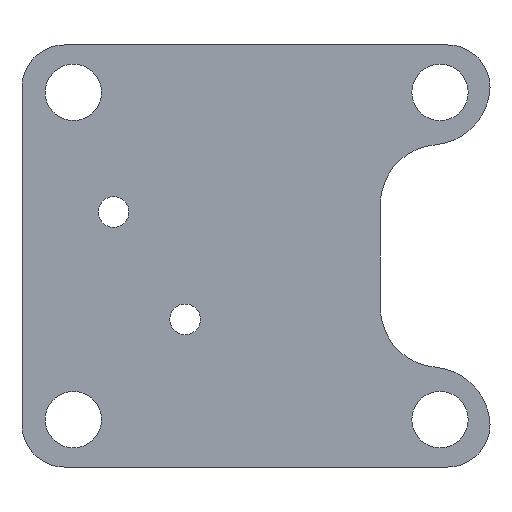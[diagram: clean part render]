
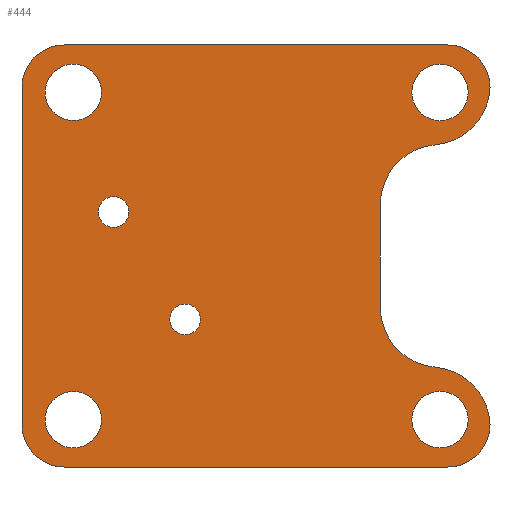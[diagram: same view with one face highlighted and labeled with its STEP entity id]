
A CAD part, front view. The second image highlights one B-rep face of the part: STEP entity #444.
In plain terms, the highlighted planar face has unit normal (0, -1, 0).
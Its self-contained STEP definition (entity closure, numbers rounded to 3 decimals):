
#35=FACE_BOUND('',#149,.T.);
#36=FACE_BOUND('',#150,.T.);
#37=FACE_BOUND('',#151,.T.);
#38=FACE_BOUND('',#152,.T.);
#39=FACE_BOUND('',#153,.T.);
#40=FACE_BOUND('',#154,.T.);
#63=LINE('',#790,#89);
#64=LINE('',#791,#90);
#65=LINE('',#792,#91);
#66=LINE('',#793,#92);
#89=VECTOR('',#659,10.);
#90=VECTOR('',#660,10.);
#91=VECTOR('',#661,10.);
#92=VECTOR('',#662,10.);
#94=PLANE('',#518);
#118=FACE_OUTER_BOUND('',#148,.T.);
#148=EDGE_LOOP('',(#387,#388,#389,#390,#391,#392,#393,#394,#395,#396,#397,
#398));
#149=EDGE_LOOP('',(#399));
#150=EDGE_LOOP('',(#400));
#151=EDGE_LOOP('',(#401));
#152=EDGE_LOOP('',(#402));
#153=EDGE_LOOP('',(#403));
#154=EDGE_LOOP('',(#404));
#175=CIRCLE('',#482,2.);
#178=CIRCLE('',#487,2.);
#181=CIRCLE('',#492,2.);
#184=CIRCLE('',#497,2.);
#185=CIRCLE('',#499,4.25);
#186=CIRCLE('',#501,4.25);
#187=CIRCLE('',#503,4.25);
#188=CIRCLE('',#505,4.25);
#189=CIRCLE('',#507,1.092);
#190=CIRCLE('',#509,1.092);
#191=CIRCLE('',#511,3.);
#192=CIRCLE('',#513,3.);
#193=CIRCLE('',#515,3.);
#194=CIRCLE('',#517,3.);
#214=VERTEX_POINT('',#714);
#216=VERTEX_POINT('',#722);
#218=VERTEX_POINT('',#730);
#220=VERTEX_POINT('',#738);
#221=VERTEX_POINT('',#742);
#222=VERTEX_POINT('',#744);
#223=VERTEX_POINT('',#748);
#224=VERTEX_POINT('',#752);
#225=VERTEX_POINT('',#753);
#226=VERTEX_POINT('',#758);
#227=VERTEX_POINT('',#762);
#228=VERTEX_POINT('',#766);
#229=VERTEX_POINT('',#770);
#230=VERTEX_POINT('',#774);
#231=VERTEX_POINT('',#778);
#232=VERTEX_POINT('',#779);
#233=VERTEX_POINT('',#784);
#234=VERTEX_POINT('',#786);
#255=EDGE_CURVE('',#214,#214,#175,.F.);
#259=EDGE_CURVE('',#216,#216,#178,.F.);
#263=EDGE_CURVE('',#218,#218,#181,.F.);
#267=EDGE_CURVE('',#220,#220,#184,.F.);
#270=EDGE_CURVE('',#221,#222,#185,.T.);
#273=EDGE_CURVE('',#223,#221,#186,.T.);
#274=EDGE_CURVE('',#224,#225,#187,.T.);
#277=EDGE_CURVE('',#225,#226,#188,.T.);
#279=EDGE_CURVE('',#227,#227,#189,.T.);
#281=EDGE_CURVE('',#228,#228,#190,.T.);
#284=EDGE_CURVE('',#229,#222,#191,.T.);
#285=EDGE_CURVE('',#224,#230,#192,.T.);
#287=EDGE_CURVE('',#231,#232,#193,.T.);
#292=EDGE_CURVE('',#233,#234,#194,.T.);
#293=EDGE_CURVE('',#226,#223,#63,.T.);
#294=EDGE_CURVE('',#231,#230,#64,.T.);
#295=EDGE_CURVE('',#233,#232,#65,.T.);
#296=EDGE_CURVE('',#229,#234,#66,.T.);
#387=ORIENTED_EDGE('',*,*,#270,.F.);
#388=ORIENTED_EDGE('',*,*,#273,.F.);
#389=ORIENTED_EDGE('',*,*,#293,.F.);
#390=ORIENTED_EDGE('',*,*,#277,.F.);
#391=ORIENTED_EDGE('',*,*,#274,.F.);
#392=ORIENTED_EDGE('',*,*,#285,.T.);
#393=ORIENTED_EDGE('',*,*,#294,.F.);
#394=ORIENTED_EDGE('',*,*,#287,.T.);
#395=ORIENTED_EDGE('',*,*,#295,.F.);
#396=ORIENTED_EDGE('',*,*,#292,.T.);
#397=ORIENTED_EDGE('',*,*,#296,.F.);
#398=ORIENTED_EDGE('',*,*,#284,.T.);
#399=ORIENTED_EDGE('',*,*,#255,.T.);
#400=ORIENTED_EDGE('',*,*,#259,.T.);
#401=ORIENTED_EDGE('',*,*,#279,.T.);
#402=ORIENTED_EDGE('',*,*,#281,.T.);
#403=ORIENTED_EDGE('',*,*,#267,.T.);
#404=ORIENTED_EDGE('',*,*,#263,.T.);
#444=ADVANCED_FACE('',(#118,#35,#36,#37,#38,#39,#40),#94,.F.);
#482=AXIS2_PLACEMENT_3D('',#715,#567,#568);
#487=AXIS2_PLACEMENT_3D('',#723,#578,#579);
#492=AXIS2_PLACEMENT_3D('',#731,#589,#590);
#497=AXIS2_PLACEMENT_3D('',#739,#600,#601);
#499=AXIS2_PLACEMENT_3D('',#745,#606,#607);
#501=AXIS2_PLACEMENT_3D('',#750,#612,#613);
#503=AXIS2_PLACEMENT_3D('',#754,#616,#617);
#505=AXIS2_PLACEMENT_3D('',#759,#622,#623);
#507=AXIS2_PLACEMENT_3D('',#763,#627,#628);
#509=AXIS2_PLACEMENT_3D('',#767,#632,#633);
#511=AXIS2_PLACEMENT_3D('',#772,#638,#639);
#513=AXIS2_PLACEMENT_3D('',#775,#642,#643);
#515=AXIS2_PLACEMENT_3D('',#780,#647,#648);
#517=AXIS2_PLACEMENT_3D('',#788,#655,#656);
#518=AXIS2_PLACEMENT_3D('',#789,#657,#658);
#567=DIRECTION('center_axis',(0.,-1.,0.));
#568=DIRECTION('ref_axis',(0.,0.,-1.));
#578=DIRECTION('center_axis',(0.,-1.,0.));
#579=DIRECTION('ref_axis',(0.,0.,-1.));
#589=DIRECTION('center_axis',(0.,-1.,0.));
#590=DIRECTION('ref_axis',(0.,0.,-1.));
#600=DIRECTION('center_axis',(0.,-1.,0.));
#601=DIRECTION('ref_axis',(0.,0.,-1.));
#606=DIRECTION('center_axis',(0.,1.,0.));
#607=DIRECTION('ref_axis',(0.085,0.,0.996));
#612=DIRECTION('center_axis',(0.,-1.,0.));
#613=DIRECTION('ref_axis',(-0.707,0.,-0.707));
#616=DIRECTION('center_axis',(0.,1.,0.));
#617=DIRECTION('ref_axis',(0.085,0.,-0.996));
#622=DIRECTION('center_axis',(0.,-1.,0.));
#623=DIRECTION('ref_axis',(-0.707,0.,0.707));
#627=DIRECTION('center_axis',(0.,1.,0.));
#628=DIRECTION('ref_axis',(0.,0.,-1.));
#632=DIRECTION('center_axis',(0.,1.,0.));
#633=DIRECTION('ref_axis',(0.,0.,-1.));
#638=DIRECTION('center_axis',(0.,-1.,0.));
#639=DIRECTION('ref_axis',(1.,0.,0.));
#642=DIRECTION('center_axis',(0.,-1.,0.));
#643=DIRECTION('ref_axis',(0.,0.,1.));
#647=DIRECTION('center_axis',(0.,-1.,0.));
#648=DIRECTION('ref_axis',(-1.,0.,0.));
#655=DIRECTION('center_axis',(0.,-1.,0.));
#656=DIRECTION('ref_axis',(-1.,0.,0.));
#657=DIRECTION('center_axis',(0.,1.,0.));
#658=DIRECTION('ref_axis',(0.,0.,1.));
#659=DIRECTION('',(0.,0.,-1.));
#660=DIRECTION('',(1.,0.,0.));
#661=DIRECTION('',(0.,0.,1.));
#662=DIRECTION('',(-1.,0.,0.));
#714=CARTESIAN_POINT('',(-1.898,0.,-18.752));
#715=CARTESIAN_POINT('Origin',(-1.898,0.,-20.752));
#722=CARTESIAN_POINT('',(-1.898,0.,4.458));
#723=CARTESIAN_POINT('Origin',(-1.898,0.,2.458));
#730=CARTESIAN_POINT('',(24.113,0.,4.458));
#731=CARTESIAN_POINT('Origin',(24.113,0.,2.458));
#738=CARTESIAN_POINT('',(24.113,0.,-18.752));
#739=CARTESIAN_POINT('Origin',(24.113,0.,-20.752));
#742=CARTESIAN_POINT('',(23.771,0.,-17.034));
#744=CARTESIAN_POINT('',(27.659,0.,-21.121));
#745=CARTESIAN_POINT('Origin',(23.411,0.,-21.269));
#748=CARTESIAN_POINT('',(19.881,0.,-12.799));
#750=CARTESIAN_POINT('Origin',(24.131,0.,-12.799));
#752=CARTESIAN_POINT('',(27.659,0.,2.826));
#753=CARTESIAN_POINT('',(23.771,0.,-1.26));
#754=CARTESIAN_POINT('Origin',(23.411,0.,2.975));
#758=CARTESIAN_POINT('',(19.881,0.,-5.495));
#759=CARTESIAN_POINT('Origin',(24.131,0.,-5.495));
#762=CARTESIAN_POINT('',(0.954,0.,-4.935));
#763=CARTESIAN_POINT('Origin',(0.954,0.,-6.027));
#766=CARTESIAN_POINT('',(6.034,0.,-12.555));
#767=CARTESIAN_POINT('Origin',(6.034,0.,-13.647));
#770=CARTESIAN_POINT('',(24.659,0.,-24.121));
#772=CARTESIAN_POINT('Origin',(24.659,0.,-21.121));
#774=CARTESIAN_POINT('',(24.659,0.,5.826));
#775=CARTESIAN_POINT('Origin',(24.659,0.,2.826));
#778=CARTESIAN_POINT('',(-2.542,0.,5.826));
#779=CARTESIAN_POINT('',(-5.542,0.,2.826));
#780=CARTESIAN_POINT('Origin',(-2.542,0.,2.826));
#784=CARTESIAN_POINT('',(-5.542,0.,-21.121));
#786=CARTESIAN_POINT('',(-2.542,0.,-24.121));
#788=CARTESIAN_POINT('Origin',(-2.542,0.,-21.121));
#789=CARTESIAN_POINT('Origin',(10.18,0.,-10.17));
#790=CARTESIAN_POINT('',(19.881,0.,-10.588));
#791=CARTESIAN_POINT('',(10.097,0.,5.826));
#792=CARTESIAN_POINT('',(-5.542,0.,-10.278));
#793=CARTESIAN_POINT('',(10.097,0.,-24.121));
